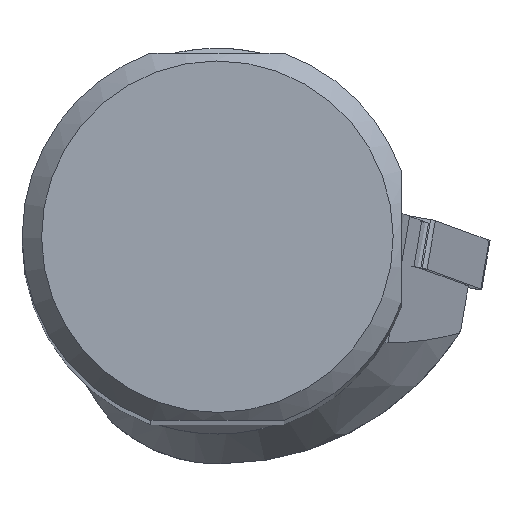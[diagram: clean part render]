
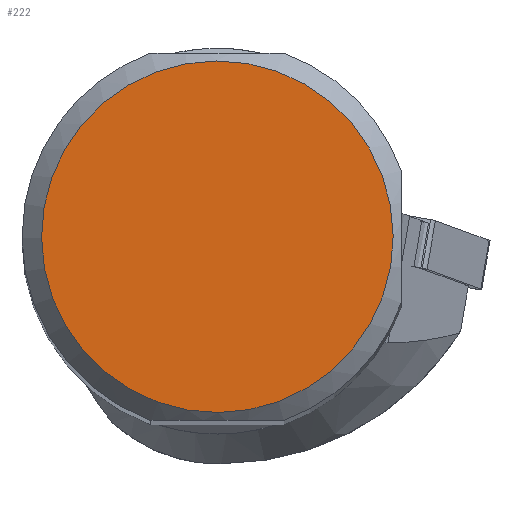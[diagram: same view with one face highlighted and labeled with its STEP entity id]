
A CAD part, top view. The second image highlights one B-rep face of the part: STEP entity #222.
In plain terms, the highlighted planar face has unit normal (0, 0, 1).
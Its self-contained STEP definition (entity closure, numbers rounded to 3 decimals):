
#164=FACE_OUTER_BOUND('',#479,.T.);
#222=ADVANCED_FACE('CU_SU_BP3',(#164),#269,.F.);
#269=PLANE('',#1278);
#479=EDGE_LOOP('',(#669));
#669=ORIENTED_EDGE('',*,*,#1026,.T.);
#907=VERTEX_POINT('',#2004);
#1026=EDGE_CURVE('',#907,#907,#1110,.T.);
#1110=CIRCLE('',#1271,22.489);
#1271=AXIS2_PLACEMENT_3D('',#2003,#1515,#1516);
#1278=AXIS2_PLACEMENT_3D('',#2051,#1531,#1532);
#1515=DIRECTION('',(0.,0.,1.));
#1516=DIRECTION('',(-0.986,0.168,0.));
#1531=DIRECTION('',(0.,0.,-1.));
#1532=DIRECTION('',(-0.986,0.168,0.));
#2003=CARTESIAN_POINT('',(0.,0.,
0.));
#2004=CARTESIAN_POINT('',(-22.169,3.782,0.));
#2051=CARTESIAN_POINT('',(-24.989,0.,0.));
